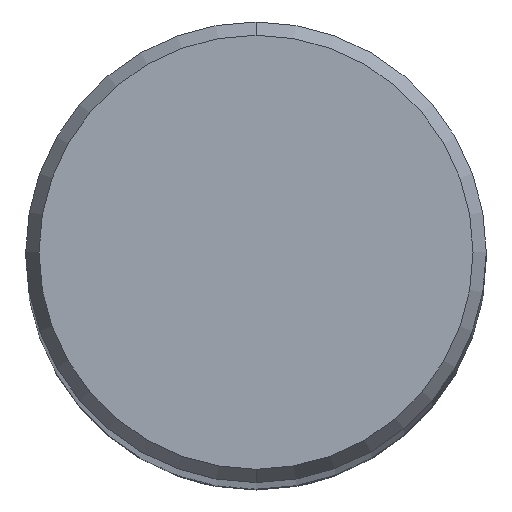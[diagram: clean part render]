
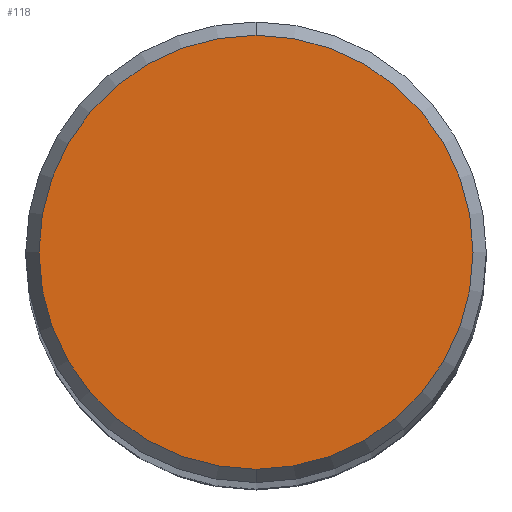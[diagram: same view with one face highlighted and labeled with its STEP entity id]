
A CAD part, top view. The second image highlights one B-rep face of the part: STEP entity #118.
In plain terms, the highlighted planar face has unit normal (0, 0, 1).
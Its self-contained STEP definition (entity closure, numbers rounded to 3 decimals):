
#98=VERTEX_POINT('',#239);
#118=ADVANCED_FACE('',(#262),#263,.T.);
#132=VERTEX_POINT('',#281);
#158=EDGE_CURVE('',#98,#132,#308,.T.);
#168=EDGE_CURVE('',#132,#98,#319,.T.);
#239=CARTESIAN_POINT('',(0.,-3.746,0.01));
#262=FACE_OUTER_BOUND('',#417,.T.);
#263=PLANE('',#418);
#281=CARTESIAN_POINT('',(0.0,3.746,0.01));
#308=CIRCLE('',#476,3.746);
#319=CIRCLE('',#491,3.746);
#417=EDGE_LOOP('',(#596,#597));
#418=AXIS2_PLACEMENT_3D('',#598,#599,#600);
#476=AXIS2_PLACEMENT_3D('',#653,#654,#655);
#491=AXIS2_PLACEMENT_3D('',#666,#667,#668);
#596=ORIENTED_EDGE('',*,*,#168,.F.);
#597=ORIENTED_EDGE('',*,*,#158,.F.);
#598=CARTESIAN_POINT('',(0.0,1.873,0.01));
#599=DIRECTION('',(-0.0,0.0,1.0));
#600=DIRECTION('',(0.0,-1.0,0.0));
#653=CARTESIAN_POINT('',(0.0,0.0,0.01));
#654=DIRECTION('',(0.0,0.0,-1.0));
#655=DIRECTION('',(0.0,1.0,0.0));
#666=CARTESIAN_POINT('',(0.0,0.0,0.01));
#667=DIRECTION('',(0.0,0.0,-1.0));
#668=DIRECTION('',(0.0,1.0,0.0));
